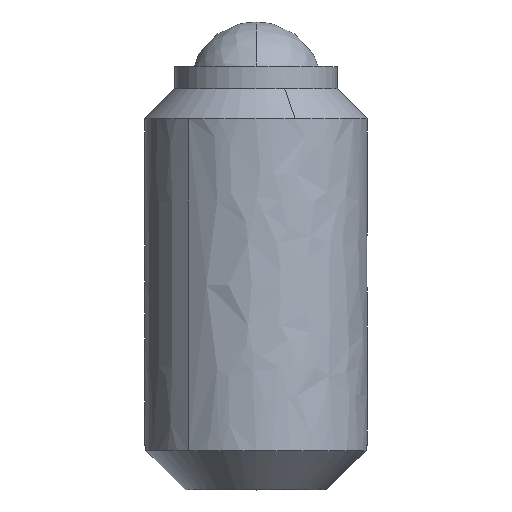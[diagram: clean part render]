
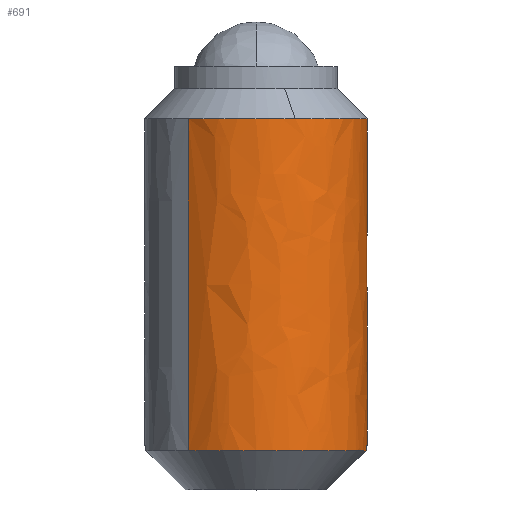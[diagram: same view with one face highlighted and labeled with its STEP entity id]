
A CAD part, top view. The second image highlights one B-rep face of the part: STEP entity #691.
In plain terms, the highlighted free-form (B-spline) face has degree [2, 1] with [7, 2] control points.
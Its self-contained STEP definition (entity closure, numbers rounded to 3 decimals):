
#287=CARTESIAN_POINT('',(-3.044,-4.35,3.967));
#288=VERTEX_POINT('',#287);
#302=CARTESIAN_POINT('',(0.0,-4.35,5.));
#303=VERTEX_POINT('',#302);
#304=CARTESIAN_POINT('',(0.0,-4.35,5.));
#305=CARTESIAN_POINT('',(-1.697,-4.35,5.));
#306=CARTESIAN_POINT('',(-3.044,-4.35,3.967));
#314=(BOUNDED_CURVE()B_SPLINE_CURVE(2,(#304,#305,#306),.UNSPECIFIED.,.F.,.U.)B_SPLINE_CURVE_WITH_KNOTS((3,3),(0.5,0.605),.UNSPECIFIED.)CURVE()GEOMETRIC_REPRESENTATION_ITEM()RATIONAL_B_SPLINE_CURVE((1.0,0.877,0.857))REPRESENTATION_ITEM(''));
#315=EDGE_CURVE('',#303,#288,#314,.T.);
#317=CARTESIAN_POINT('',(1.758,-4.35,4.681));
#318=VERTEX_POINT('',#317);
#319=CARTESIAN_POINT('',(1.758,-4.35,4.681));
#320=CARTESIAN_POINT('',(0.908,-4.35,5.));
#321=CARTESIAN_POINT('',(0.0,-4.35,5.));
#329=(BOUNDED_CURVE()B_SPLINE_CURVE(2,(#319,#320,#321),.UNSPECIFIED.,.F.,.U.)B_SPLINE_CURVE_WITH_KNOTS((3,3),(0.44,0.5),.UNSPECIFIED.)CURVE()GEOMETRIC_REPRESENTATION_ITEM()RATIONAL_B_SPLINE_CURVE((0.893,0.93,1.0))REPRESENTATION_ITEM(''));
#330=EDGE_CURVE('',#318,#303,#329,.T.);
#380=CARTESIAN_POINT('',(0.0,-4.35,-5.));
#381=VERTEX_POINT('',#380);
#382=CARTESIAN_POINT('',(0.0,-4.35,-5.));
#383=CARTESIAN_POINT('',(5.,-4.35,-5.));
#384=CARTESIAN_POINT('',(5.0,-4.35,0.));
#385=CARTESIAN_POINT('',(5.0,-4.35,3.463));
#386=CARTESIAN_POINT('',(1.758,-4.35,4.681));
#394=(BOUNDED_CURVE()B_SPLINE_CURVE(2,(#382,#383,#384,#385,#386),.UNSPECIFIED.,.F.,.U.)B_SPLINE_CURVE_WITH_KNOTS((3,2,3),(0.0,0.25,0.44),.UNSPECIFIED.)CURVE()GEOMETRIC_REPRESENTATION_ITEM()RATIONAL_B_SPLINE_CURVE((1.0,0.707,1.0,0.777,0.893))REPRESENTATION_ITEM(''));
#395=EDGE_CURVE('',#381,#318,#394,.T.);
#397=CARTESIAN_POINT('',(-3.786,-4.35,-3.266));
#398=VERTEX_POINT('',#397);
#399=CARTESIAN_POINT('',(-3.786,-4.35,-3.266));
#400=CARTESIAN_POINT('',(-2.29,-4.35,-5.));
#401=CARTESIAN_POINT('',(0.0,-4.35,-5.));
#409=(BOUNDED_CURVE()B_SPLINE_CURVE(2,(#399,#400,#401),.UNSPECIFIED.,.F.,.U.)B_SPLINE_CURVE_WITH_KNOTS((3,3),(0.864,1.0),.UNSPECIFIED.)CURVE()GEOMETRIC_REPRESENTATION_ITEM()RATIONAL_B_SPLINE_CURVE((0.855,0.841,1.0))REPRESENTATION_ITEM(''));
#410=EDGE_CURVE('',#398,#381,#409,.T.);
#588=CARTESIAN_POINT('',(-3.786,-3.977,-3.266));
#589=CARTESIAN_POINT('',(-0.702,-3.977,-6.841));
#590=CARTESIAN_POINT('',(3.044,-3.977,-3.967));
#591=CARTESIAN_POINT('',(7.011,-3.977,-0.923));
#592=CARTESIAN_POINT('',(3.967,-3.977,3.044));
#593=CARTESIAN_POINT('',(0.923,-3.977,7.011));
#594=CARTESIAN_POINT('',(-3.044,-3.977,3.967));
#595=CARTESIAN_POINT('',(-3.786,-19.632,-3.266));
#596=CARTESIAN_POINT('',(-0.702,-19.632,-6.841));
#597=CARTESIAN_POINT('',(3.044,-19.632,-3.967));
#598=CARTESIAN_POINT('',(7.011,-19.632,-0.923));
#599=CARTESIAN_POINT('',(3.967,-19.632,3.044));
#600=CARTESIAN_POINT('',(0.923,-19.632,7.011));
#601=CARTESIAN_POINT('',(-3.044,-19.632,3.967));
#609=(BOUNDED_SURFACE()B_SPLINE_SURFACE(2,1,((#588,#595),(#589,#596),(#590,#597),(#591,#598),(#592,#599),(#593,#600),(#594,#601)),.UNSPECIFIED.,.F.,.F.,.U.)B_SPLINE_SURFACE_WITH_KNOTS((3,2,2,3),(2,2),(0.0,7.953,16.237,24.521),(0.0,15.654),.UNSPECIFIED.)GEOMETRIC_REPRESENTATION_ITEM()RATIONAL_B_SPLINE_SURFACE(((0.978,0.978),(0.719,0.719),(1.0,1.0),(0.707,0.707),(1.0,1.0),(0.707,0.707),(1.0,1.0)))REPRESENTATION_ITEM('')SURFACE());
#610=ORIENTED_EDGE('',*,*,#410,.T.);
#611=ORIENTED_EDGE('',*,*,#395,.T.);
#612=ORIENTED_EDGE('',*,*,#330,.T.);
#613=ORIENTED_EDGE('',*,*,#315,.T.);
#614=CARTESIAN_POINT('',(-3.044,-19.25,3.967));
#615=VERTEX_POINT('',#614);
#616=CARTESIAN_POINT('',(-3.044,-4.35,3.967));
#617=CARTESIAN_POINT('',(-3.044,-19.25,3.967));
#618=QUASI_UNIFORM_CURVE('',1,(#616,#617),.UNSPECIFIED.,.F.,.U.);
#619=EDGE_CURVE('',#288,#615,#618,.T.);
#620=ORIENTED_EDGE('',*,*,#619,.T.);
#621=CARTESIAN_POINT('',(4.943,-19.25,0.75));
#622=VERTEX_POINT('',#621);
#623=CARTESIAN_POINT('',(4.943,-19.25,0.75));
#624=CARTESIAN_POINT('',(4.299,-19.25,5.));
#625=CARTESIAN_POINT('',(0.,-19.25,5.));
#626=CARTESIAN_POINT('',(-1.697,-19.25,5.));
#627=CARTESIAN_POINT('',(-3.044,-19.25,3.967));
#635=(BOUNDED_CURVE()B_SPLINE_CURVE(2,(#623,#624,#625,#626,#627),.UNSPECIFIED.,.F.,.U.)B_SPLINE_CURVE_WITH_KNOTS((3,2,3),(0.0,0.5,0.731),.UNSPECIFIED.)CURVE()GEOMETRIC_REPRESENTATION_ITEM()RATIONAL_B_SPLINE_CURVE((1.0,0.758,1.0,0.888,0.88))REPRESENTATION_ITEM(''));
#636=EDGE_CURVE('',#622,#615,#635,.T.);
#637=ORIENTED_EDGE('',*,*,#636,.F.);
#638=CARTESIAN_POINT('',(4.943,-19.0,0.75));
#639=VERTEX_POINT('',#638);
#640=CARTESIAN_POINT('',(4.943,-19.0,0.75));
#641=CARTESIAN_POINT('',(4.943,-19.25,0.75));
#642=QUASI_UNIFORM_CURVE('',1,(#640,#641),.UNSPECIFIED.,.F.,.U.);
#643=EDGE_CURVE('',#639,#622,#642,.T.);
#644=ORIENTED_EDGE('',*,*,#643,.F.);
#645=CARTESIAN_POINT('',(4.943,-19.0,-0.75));
#646=VERTEX_POINT('',#645);
#647=CARTESIAN_POINT('',(4.943,-19.0,-0.75));
#648=CARTESIAN_POINT('',(5.057,-19.,0.));
#649=CARTESIAN_POINT('',(4.943,-19.0,0.75));
#657=(BOUNDED_CURVE()B_SPLINE_CURVE(2,(#647,#648,#649),.UNSPECIFIED.,.F.,.U.)CURVE()GEOMETRIC_REPRESENTATION_ITEM()QUASI_UNIFORM_CURVE()RATIONAL_B_SPLINE_CURVE((1.0,0.989,1.0))REPRESENTATION_ITEM(''));
#658=EDGE_CURVE('',#646,#639,#657,.T.);
#659=ORIENTED_EDGE('',*,*,#658,.F.);
#660=CARTESIAN_POINT('',(4.943,-19.25,-0.75));
#661=VERTEX_POINT('',#660);
#662=CARTESIAN_POINT('',(4.943,-19.0,-0.75));
#663=CARTESIAN_POINT('',(4.943,-19.25,-0.75));
#664=QUASI_UNIFORM_CURVE('',1,(#662,#663),.UNSPECIFIED.,.F.,.U.);
#665=EDGE_CURVE('',#646,#661,#664,.T.);
#666=ORIENTED_EDGE('',*,*,#665,.T.);
#667=CARTESIAN_POINT('',(-3.786,-19.25,-3.266));
#668=VERTEX_POINT('',#667);
#669=CARTESIAN_POINT('',(-3.786,-19.25,-3.266));
#670=CARTESIAN_POINT('',(-2.29,-19.25,-5.));
#671=CARTESIAN_POINT('',(0.0,-19.25,-5.));
#672=CARTESIAN_POINT('',(4.299,-19.25,-5.));
#673=CARTESIAN_POINT('',(4.943,-19.25,-0.75));
#681=(BOUNDED_CURVE()B_SPLINE_CURVE(2,(#669,#670,#671,#672,#673),.UNSPECIFIED.,.F.,.U.)B_SPLINE_CURVE_WITH_KNOTS((3,2,3),(0.2,0.5,1.0),.UNSPECIFIED.)CURVE()GEOMETRIC_REPRESENTATION_ITEM()RATIONAL_B_SPLINE_CURVE((0.884,0.855,1.0,0.758,1.0))REPRESENTATION_ITEM(''));
#682=EDGE_CURVE('',#668,#661,#681,.T.);
#683=ORIENTED_EDGE('',*,*,#682,.F.);
#684=CARTESIAN_POINT('',(-3.786,-4.35,-3.266));
#685=CARTESIAN_POINT('',(-3.786,-19.25,-3.266));
#686=QUASI_UNIFORM_CURVE('',1,(#684,#685),.UNSPECIFIED.,.F.,.U.);
#687=EDGE_CURVE('',#398,#668,#686,.T.);
#688=ORIENTED_EDGE('',*,*,#687,.F.);
#689=EDGE_LOOP('',(#610,#611,#612,#613,#620,#637,#644,#659,#666,#683,#688));
#690=FACE_OUTER_BOUND('',#689,.T.);
#691=ADVANCED_FACE('',(#690),#609,.T.);
